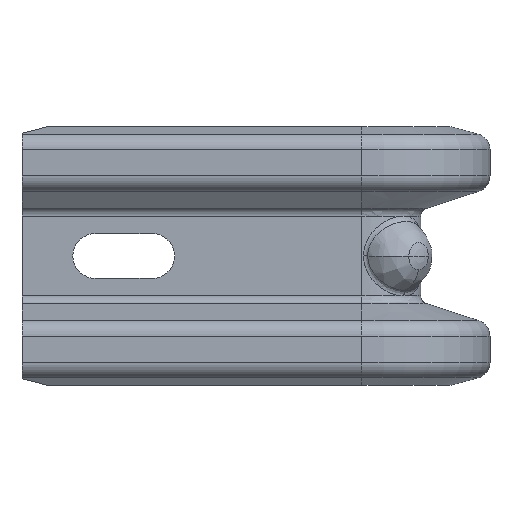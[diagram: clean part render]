
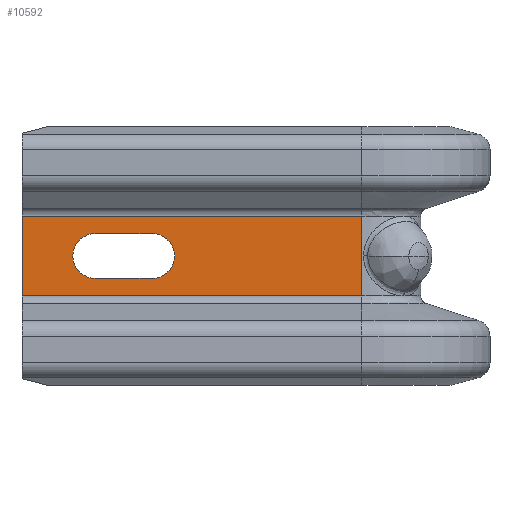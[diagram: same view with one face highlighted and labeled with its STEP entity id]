
A CAD part, left-side view. The second image highlights one B-rep face of the part: STEP entity #10592.
In plain terms, the highlighted planar face has unit normal (-1, 0, 0).
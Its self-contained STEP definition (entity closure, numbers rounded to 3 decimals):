
#1897=DIRECTION('',(0.,1.,0.));
#1898=VECTOR('',#1897,14.);
#1899=CARTESIAN_POINT('',(-257.,83.,5.5));
#1900=LINE('',#1899,#1898);
#1901=CARTESIAN_POINT('',(-257.,97.,0.));
#1902=DIRECTION('',(1.,0.,0.));
#1903=DIRECTION('',(0.,0.,-1.));
#1904=AXIS2_PLACEMENT_3D('',#1901,#1902,#1903);
#1906=DIRECTION('',(0.,-1.,0.));
#1907=VECTOR('',#1906,14.);
#1908=CARTESIAN_POINT('',(-257.,97.,-5.5));
#1909=LINE('',#1908,#1907);
#1910=CARTESIAN_POINT('',(-257.,83.,0.));
#1911=DIRECTION('',(1.,0.,0.));
#1912=DIRECTION('',(0.,0.,1.));
#1913=AXIS2_PLACEMENT_3D('',#1910,#1911,#1912);
#1915=DIRECTION('',(0.,0.,1.));
#1916=VECTOR('',#1915,19.6);
#1917=CARTESIAN_POINT('',(-257.,115.,-9.8));
#1918=LINE('',#1917,#1916);
#1919=DIRECTION('',(0.,0.,1.));
#1920=VECTOR('',#1919,19.6);
#1921=CARTESIAN_POINT('',(-257.,31.5,-9.8));
#1922=LINE('',#1921,#1920);
#1923=DIRECTION('',(0.,1.,0.));
#1924=VECTOR('',#1923,83.5);
#1925=CARTESIAN_POINT('',(-257.,31.5,-9.8));
#1926=LINE('',#1925,#1924);
#5531=DIRECTION('',(0.,1.,0.));
#5532=VECTOR('',#5531,83.5);
#5533=CARTESIAN_POINT('',(-257.,31.5,9.8));
#5534=LINE('',#5533,#5532);
#6995=CARTESIAN_POINT('',(-257.,31.5,-9.8));
#6996=VERTEX_POINT('',#6995);
#6997=CARTESIAN_POINT('',(-257.,31.5,9.8));
#6998=VERTEX_POINT('',#6997);
#7091=CARTESIAN_POINT('',(-257.,83.,5.5));
#7092=CARTESIAN_POINT('',(-257.,97.,5.5));
#7093=VERTEX_POINT('',#7091);
#7094=VERTEX_POINT('',#7092);
#7095=CARTESIAN_POINT('',(-257.,97.,-5.5));
#7096=VERTEX_POINT('',#7095);
#7097=CARTESIAN_POINT('',(-257.,83.,-5.5));
#7098=VERTEX_POINT('',#7097);
#8569=CARTESIAN_POINT('',(-257.,115.,-9.8));
#8570=VERTEX_POINT('',#8569);
#8571=CARTESIAN_POINT('',(-257.,115.,9.8));
#8572=VERTEX_POINT('',#8571);
#10569=CARTESIAN_POINT('',(-257.,31.5,-9.8));
#10570=DIRECTION('',(-1.,0.,0.));
#10571=DIRECTION('',(0.,0.,1.));
#10572=AXIS2_PLACEMENT_3D('',#10569,#10570,#10571);
#10573=PLANE('',#10572);
#10575=ORIENTED_EDGE('',*,*,#10574,.T.);
#10577=ORIENTED_EDGE('',*,*,#10576,.F.);
#10578=ORIENTED_EDGE('',*,*,#9369,.F.);
#10579=ORIENTED_EDGE('',*,*,#10561,.T.);
#10580=EDGE_LOOP('',(#10575,#10577,#10578,#10579));
#10581=FACE_OUTER_BOUND('',#10580,.F.);
#10583=ORIENTED_EDGE('',*,*,#10582,.T.);
#10585=ORIENTED_EDGE('',*,*,#10584,.F.);
#10587=ORIENTED_EDGE('',*,*,#10586,.T.);
#10589=ORIENTED_EDGE('',*,*,#10588,.F.);
#10590=EDGE_LOOP('',(#10583,#10585,#10587,#10589));
#10591=FACE_BOUND('',#10590,.F.);
#10592=ADVANCED_FACE('',(#10581,#10591),#10573,.T.);
#1905=CIRCLE('',#1904,5.5);
#1914=CIRCLE('',#1913,5.5);
#9369=EDGE_CURVE('',#6996,#6998,#1922,.T.);
#10561=EDGE_CURVE('',#6996,#8570,#1926,.T.);
#10574=EDGE_CURVE('',#8570,#8572,#1918,.T.);
#10576=EDGE_CURVE('',#6998,#8572,#5534,.T.);
#10582=EDGE_CURVE('',#7093,#7094,#1900,.T.);
#10584=EDGE_CURVE('',#7096,#7094,#1905,.T.);
#10586=EDGE_CURVE('',#7096,#7098,#1909,.T.);
#10588=EDGE_CURVE('',#7093,#7098,#1914,.T.);
